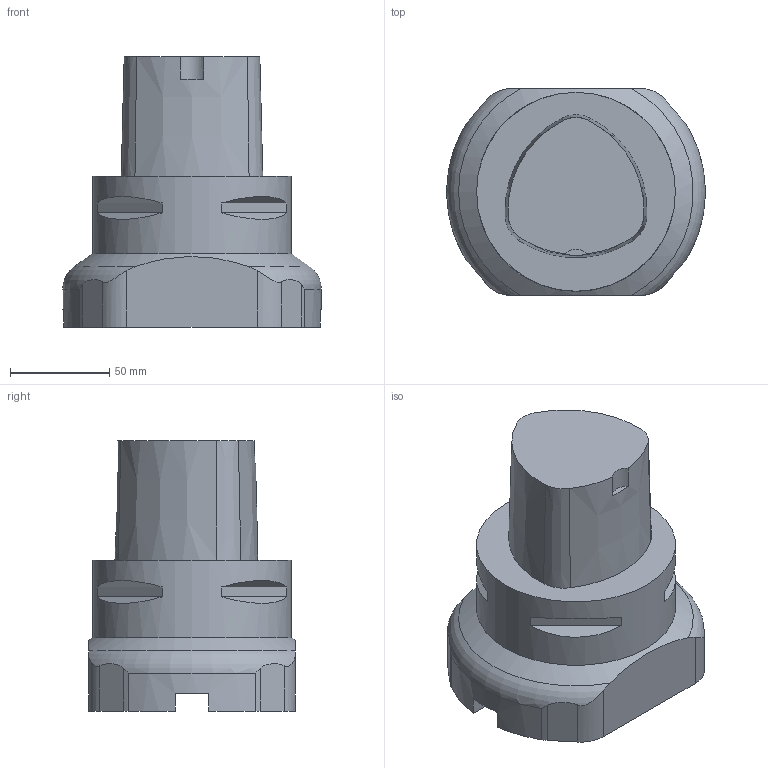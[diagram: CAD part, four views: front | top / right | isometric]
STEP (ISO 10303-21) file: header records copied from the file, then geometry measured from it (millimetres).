
FILE_DESCRIPTION(/* description */ (''),/* implementation_level */ '2;1');
FILE_NAME(/* name */ '1550844108208.stp',/* time_stamp */ '2019-02-22T15:02:05+01:00',/* author */ (''),/* organization */ ('SMS'),/* preprocessor_version */ 'ST-DEVELOPER v15',/* originating_system */ 'SIEMENS PLM Software NX 8.5',/* authorisation */ '');
FILE_SCHEMA (('AUTOMOTIVE_DESIGN { 1 0 10303 214 3 1 1 1 }'));
Length unit declared in the file: millimetre
Products named in the file (1): 111165771mod000_01
Bounding box: 130 x 104 x 136 mm (x, y, z)
Volume: 923371.7 mm3; surface area: 63610.5 mm2
Topology: 1 solids, 1 shells, 47 faces, 119 edges, 83 vertices
Faces by surface type: plane 26, cylinder 12, cone 7, torus 2
Full cylindrical faces by diameter (mm): 100 x1
Entity records: 1572 total; most frequent: CARTESIAN_POINT 370, DIRECTION 244, ORIENTED_EDGE 232, EDGE_CURVE 116, AXIS2_PLACEMENT_3D 96, VERTEX_POINT 78, EDGE_LOOP 54, LINE 52
